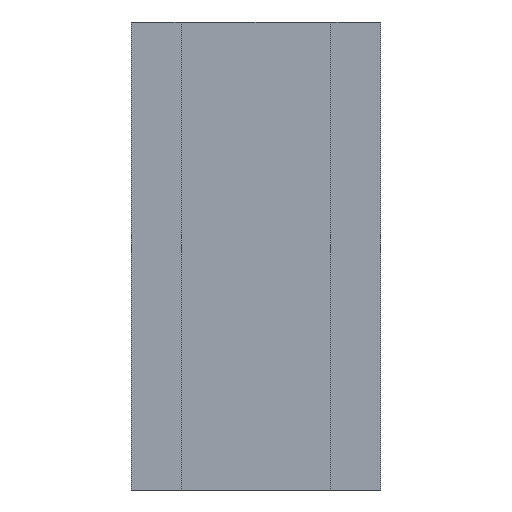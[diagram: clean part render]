
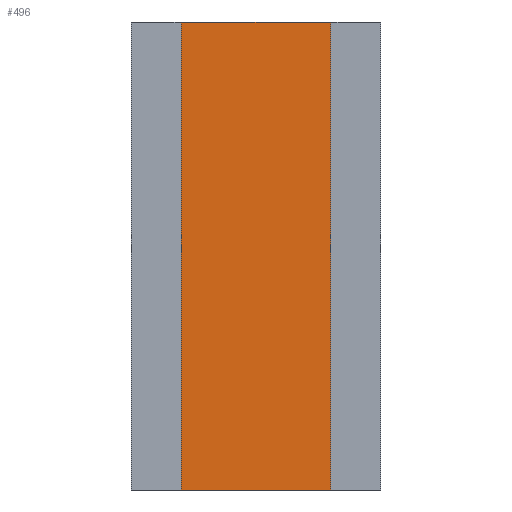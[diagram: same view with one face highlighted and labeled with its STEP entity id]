
A CAD part, front view. The second image highlights one B-rep face of the part: STEP entity #496.
In plain terms, the highlighted planar face has unit normal (0, -1, 0).
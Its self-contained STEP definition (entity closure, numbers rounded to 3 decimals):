
#66 = PLANE ( 'NONE',  #434 ) ;
#82 = FACE_OUTER_BOUND ( 'NONE', #490, .T. ) ;
#90 = LINE ( 'NONE', #266, #401 ) ;
#106 = DIRECTION ( 'NONE',  ( 1., 0., 0. ) ) ;
#163 = ORIENTED_EDGE ( 'NONE', *, *, #499, .F. ) ;
#207 = VECTOR ( 'NONE', #106, 1000. ) ;
#210 = DIRECTION ( 'NONE',  ( 0., -1., 0. ) ) ;
#213 = CARTESIAN_POINT ( 'NONE',  ( -0.965, 0.035, -3.905 ) ) ;
#238 = EDGE_CURVE ( 'NONE', #457, #843, #90, .T. ) ;
#260 = ORIENTED_EDGE ( 'NONE', *, *, #238, .F. ) ;
#263 = DIRECTION ( 'NONE',  ( 1., 0., 0. ) ) ;
#266 = CARTESIAN_POINT ( 'NONE',  ( -0.965, 0.035, 1.875 ) ) ;
#289 = DIRECTION ( 'NONE',  ( 0., 0., -1. ) ) ;
#334 = VERTEX_POINT ( 'NONE', #626 ) ;
#346 = EDGE_CURVE ( 'NONE', #334, #892, #392, .T. ) ;
#358 = CARTESIAN_POINT ( 'NONE',  ( -0.965, 0.035, -3.905 ) ) ;
#392 = LINE ( 'NONE', #784, #207 ) ;
#401 = VECTOR ( 'NONE', #263, 1000. ) ;
#434 = AXIS2_PLACEMENT_3D ( 'NONE', #358, #210, #289 ) ;
#455 = VECTOR ( 'NONE', #778, 1000. ) ;
#457 = VERTEX_POINT ( 'NONE', #875 ) ;
#488 = LINE ( 'NONE', #213, #572 ) ;
#490 = EDGE_LOOP ( 'NONE', ( #163, #879, #947, #260 ) ) ;
#496 = ADVANCED_FACE ( 'NONE', ( #82 ), #66, .T. ) ;
#499 = EDGE_CURVE ( 'NONE', #334, #457, #488, .T. ) ;
#503 = CARTESIAN_POINT ( 'NONE',  ( 0.965, 0.035, -1.875 ) ) ;
#572 = VECTOR ( 'NONE', #736, 1000. ) ;
#626 = CARTESIAN_POINT ( 'NONE',  ( -0.965, 0.035, -1.875 ) ) ;
#635 = CARTESIAN_POINT ( 'NONE',  ( 0.965, 0.035, -3.905 ) ) ;
#653 = EDGE_CURVE ( 'NONE', #892, #843, #659, .T. ) ;
#659 = LINE ( 'NONE', #635, #455 ) ;
#736 = DIRECTION ( 'NONE',  ( 0., 0., 1. ) ) ;
#778 = DIRECTION ( 'NONE',  ( 0., 0., 1. ) ) ;
#784 = CARTESIAN_POINT ( 'NONE',  ( -0.965, 0.035, -1.875 ) ) ;
#833 = CARTESIAN_POINT ( 'NONE',  ( 0.965, 0.035, 1.875 ) ) ;
#843 = VERTEX_POINT ( 'NONE', #833 ) ;
#875 = CARTESIAN_POINT ( 'NONE',  ( -0.965, 0.035, 1.875 ) ) ;
#879 = ORIENTED_EDGE ( 'NONE', *, *, #346, .T. ) ;
#892 = VERTEX_POINT ( 'NONE', #503 ) ;
#947 = ORIENTED_EDGE ( 'NONE', *, *, #653, .T. ) ;
